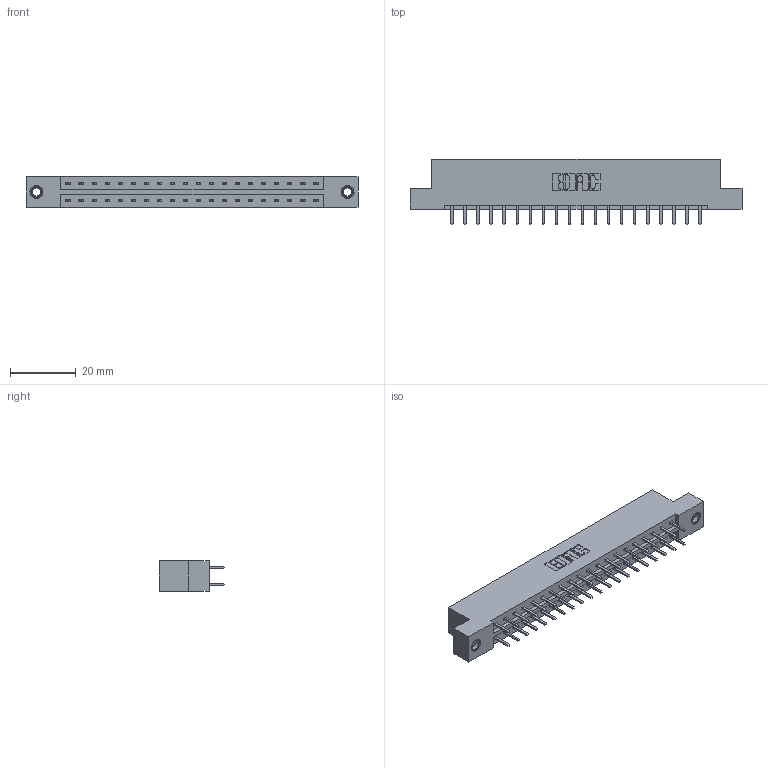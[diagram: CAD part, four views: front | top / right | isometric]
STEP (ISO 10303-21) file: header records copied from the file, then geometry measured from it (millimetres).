
FILE_DESCRIPTION (( 'STEP AP203' ), '1' );
FILE_NAME ('333-040-520-207.STEP', '2018-08-03T13:32:03', ( '' ), ( '' ), 'SwSTEP 2.0', 'SolidWorks 2016', '' );
FILE_SCHEMA (( 'CONFIG_CONTROL_DESIGN' ));
Length unit declared in the file: inch
Products named in the file (4): 333 Part_Flush - .156 Dia - TI; 345-292-001_345-293-120; 345-250-001_345-250-005-103; 333-040-520-207
Assembly tree (43 placements, depth 2):
  333-040-520-207
    333 Part_Flush - .156 Dia - TI
    345-292-001_345-293-120  x40
    345-250-001_345-250-005-103  x2
Bounding box: 100.79 x 20.02 x 9.4 mm (x, y, z)
Volume: 10053 mm3; surface area: 11636.3 mm2
Topology: 43 solids, 43 shells, 2414 faces, 6967 edges, 4530 vertices
Faces by surface type: plane 1622, cylinder 776, cone 12, torus 4
Entity records: 17012 total; most frequent: CARTESIAN_POINT 2841, ORIENTED_EDGE 2758, DIRECTION 2485, EDGE_CURVE 1379, VECTOR 1227, LINE 1227, VERTEX_POINT 912, AXIS2_PLACEMENT_3D 629
